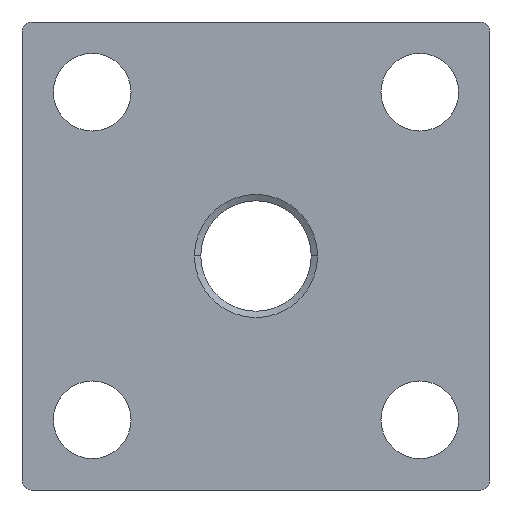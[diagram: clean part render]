
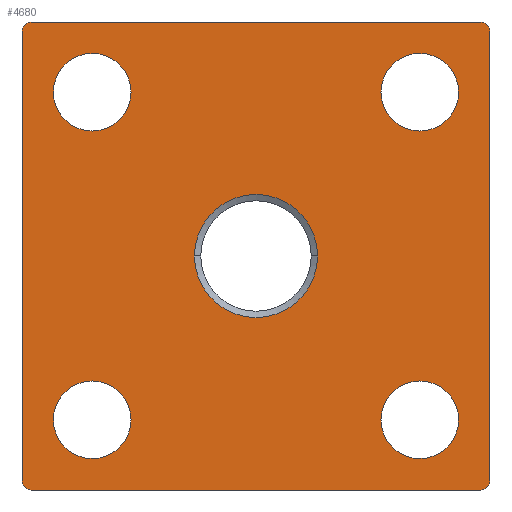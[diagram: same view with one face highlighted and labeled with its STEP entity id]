
A CAD part, front view. The second image highlights one B-rep face of the part: STEP entity #4680.
In plain terms, the highlighted planar face has unit normal (0, -1, 0).
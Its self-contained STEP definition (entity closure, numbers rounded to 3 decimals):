
#200=CARTESIAN_POINT('',(-24.,-8.,-25.));
#210=VERTEX_POINT('',#200);
#240=CARTESIAN_POINT('',(0.,-8.,-25.));
#250=DIRECTION('',(-1.,0.,0.));
#260=VECTOR('',#250,1.);
#270=LINE('',#240,#260);
#280=CARTESIAN_POINT('',(24.,-8.,-25.));
#290=VERTEX_POINT('',#280);
#300=EDGE_CURVE('',#290,#210,#270,.T.);
#460=CARTESIAN_POINT('',(24.,-8.,-24.));
#470=DIRECTION('',(0.,-1.,0.));
#480=DIRECTION('',(-1.,0.,0.));
#490=AXIS2_PLACEMENT_3D('',#460,#470,#480);
#500=CIRCLE('',#490,1.);
#510=CARTESIAN_POINT('',(25.,-8.,-24.));
#520=VERTEX_POINT('',#510);
#530=EDGE_CURVE('',#290,#520,#500,.T.);
#880=CARTESIAN_POINT('',(25.,-8.,0.));
#890=DIRECTION('',(0.,0.,-1.));
#900=VECTOR('',#890,1.);
#910=LINE('',#880,#900);
#920=CARTESIAN_POINT('',(25.,-8.,24.));
#930=VERTEX_POINT('',#920);
#940=EDGE_CURVE('',#930,#520,#910,.T.);
#1160=CARTESIAN_POINT('',(13.35,-8.,-17.5));
#1170=VERTEX_POINT('',#1160);
#1200=CARTESIAN_POINT('',(17.5,-8.,-17.5));
#1210=DIRECTION('',(0.,1.,0.));
#1220=DIRECTION('',(-1.,0.,0.));
#1230=AXIS2_PLACEMENT_3D('',#1200,#1210,#1220);
#1240=CIRCLE('',#1230,4.15);
#1250=CARTESIAN_POINT('',(21.65,-8.,-17.5));
#1260=VERTEX_POINT('',#1250);
#1270=EDGE_CURVE('',#1170,#1260,#1240,.T.);
#1580=CARTESIAN_POINT('',(13.35,-8.,17.5));
#1590=VERTEX_POINT('',#1580);
#1620=CARTESIAN_POINT('',(17.5,-8.,17.5));
#1630=DIRECTION('',(0.,1.,0.));
#1640=DIRECTION('',(-1.,0.,0.));
#1650=AXIS2_PLACEMENT_3D('',#1620,#1630,#1640);
#1660=CIRCLE('',#1650,4.15);
#1670=CARTESIAN_POINT('',(21.65,-8.,17.5));
#1680=VERTEX_POINT('',#1670);
#1690=EDGE_CURVE('',#1590,#1680,#1660,.T.);
#2000=CARTESIAN_POINT('',(-13.35,-8.,-17.5));
#2010=VERTEX_POINT('',#2000);
#2040=CARTESIAN_POINT('',(-17.5,-8.,-17.5));
#2050=DIRECTION('',(0.,1.,0.));
#2060=DIRECTION('',(-1.,0.,0.));
#2070=AXIS2_PLACEMENT_3D('',#2040,#2050,#2060);
#2080=CIRCLE('',#2070,4.15);
#2090=CARTESIAN_POINT('',(-21.65,-8.,-17.5));
#2100=VERTEX_POINT('',#2090);
#2110=EDGE_CURVE('',#2010,#2100,#2080,.T.);
#2420=CARTESIAN_POINT('',(-21.65,-8.,17.5));
#2430=VERTEX_POINT('',#2420);
#2460=CARTESIAN_POINT('',(-17.5,-8.,17.5));
#2470=DIRECTION('',(0.,1.,0.));
#2480=DIRECTION('',(-1.,0.,0.));
#2490=AXIS2_PLACEMENT_3D('',#2460,#2470,#2480);
#2500=CIRCLE('',#2490,4.15);
#2510=CARTESIAN_POINT('',(-13.35,-8.,17.5));
#2520=VERTEX_POINT('',#2510);
#2530=EDGE_CURVE('',#2430,#2520,#2500,.T.);
#3700=CARTESIAN_POINT('',(-25.,-8.,24.));
#3710=VERTEX_POINT('',#3700);
#3740=CARTESIAN_POINT('',(-25.,-8.,0.));
#3750=DIRECTION('',(0.,0.,1.));
#3760=VECTOR('',#3750,1.);
#3770=LINE('',#3740,#3760);
#3780=CARTESIAN_POINT('',(-25.,-8.,-24.));
#3790=VERTEX_POINT('',#3780);
#3800=EDGE_CURVE('',#3790,#3710,#3770,.T.);
#3910=CARTESIAN_POINT('',(-25.5,-8.,-25.5));
#3920=DIRECTION('',(-0.,-1.,-0.));
#3930=DIRECTION('',(-1.,0.,0.));
#3940=AXIS2_PLACEMENT_3D('',#3910,#3920,#3930);
#3950=PLANE('',#3940);
#3960=EDGE_CURVE('',#1260,#1170,#1240,.T.);
#3970=ORIENTED_EDGE('',*,*,#3960,.T.);
#3980=ORIENTED_EDGE('',*,*,#1270,.T.);
#3990=EDGE_LOOP('',(#3980,#3970));
#4000=FACE_BOUND('',#3990,.T.);
#4010=ORIENTED_EDGE('',*,*,#2530,.T.);
#4020=EDGE_CURVE('',#2520,#2430,#2500,.T.);
#4030=ORIENTED_EDGE('',*,*,#4020,.T.);
#4040=EDGE_LOOP('',(#4030,#4010));
#4050=FACE_BOUND('',#4040,.T.);
#4060=ORIENTED_EDGE('',*,*,#2110,.T.);
#4070=EDGE_CURVE('',#2100,#2010,#2080,.T.);
#4080=ORIENTED_EDGE('',*,*,#4070,.T.);
#4090=EDGE_LOOP('',(#4080,#4060));
#4100=FACE_BOUND('',#4090,.T.);
#4110=CARTESIAN_POINT('',(0.,-8.,0.));
#4120=DIRECTION('',(0.,1.,0.));
#4130=DIRECTION('',(1.,0.,0.));
#4140=AXIS2_PLACEMENT_3D('',#4110,#4120,#4130);
#4150=CIRCLE('',#4140,6.578);
#4160=CARTESIAN_POINT('',(6.578,-8.,0.));
#4170=VERTEX_POINT('',#4160);
#4180=CARTESIAN_POINT('',(-6.578,-8.,0.));
#4190=VERTEX_POINT('',#4180);
#4200=EDGE_CURVE('',#4170,#4190,#4150,.T.);
#4210=ORIENTED_EDGE('',*,*,#4200,.T.);
#4220=EDGE_CURVE('',#4190,#4170,#4150,.T.);
#4230=ORIENTED_EDGE('',*,*,#4220,.T.);
#4240=EDGE_LOOP('',(#4230,#4210));
#4250=FACE_BOUND('',#4240,.T.);
#4260=EDGE_CURVE('',#1680,#1590,#1660,.T.);
#4270=ORIENTED_EDGE('',*,*,#4260,.T.);
#4280=ORIENTED_EDGE('',*,*,#1690,.T.);
#4290=EDGE_LOOP('',(#4280,#4270));
#4300=FACE_BOUND('',#4290,.T.);
#4310=CARTESIAN_POINT('',(-24.,-8.,24.));
#4320=DIRECTION('',(0.,-1.,0.));
#4330=DIRECTION('',(-1.,0.,0.));
#4340=AXIS2_PLACEMENT_3D('',#4310,#4320,#4330);
#4350=CIRCLE('',#4340,1.);
#4360=CARTESIAN_POINT('',(-24.,-8.,25.));
#4370=VERTEX_POINT('',#4360);
#4380=EDGE_CURVE('',#4370,#3710,#4350,.T.);
#4390=ORIENTED_EDGE('',*,*,#4380,.T.);
#4400=CARTESIAN_POINT('',(0.,-8.,25.));
#4410=DIRECTION('',(1.,0.,0.));
#4420=VECTOR('',#4410,1.);
#4430=LINE('',#4400,#4420);
#4440=CARTESIAN_POINT('',(24.,-8.,25.));
#4450=VERTEX_POINT('',#4440);
#4460=EDGE_CURVE('',#4370,#4450,#4430,.T.);
#4470=ORIENTED_EDGE('',*,*,#4460,.F.);
#4480=CARTESIAN_POINT('',(24.,-8.,24.));
#4490=DIRECTION('',(0.,-1.,0.));
#4500=DIRECTION('',(-1.,0.,0.));
#4510=AXIS2_PLACEMENT_3D('',#4480,#4490,#4500);
#4520=CIRCLE('',#4510,1.);
#4530=EDGE_CURVE('',#930,#4450,#4520,.T.);
#4540=ORIENTED_EDGE('',*,*,#4530,.T.);
#4550=ORIENTED_EDGE('',*,*,#940,.F.);
#4560=ORIENTED_EDGE('',*,*,#530,.T.);
#4570=ORIENTED_EDGE('',*,*,#300,.F.);
#4580=CARTESIAN_POINT('',(-24.,-8.,-24.));
#4590=DIRECTION('',(0.,-1.,0.));
#4600=DIRECTION('',(-1.,0.,0.));
#4610=AXIS2_PLACEMENT_3D('',#4580,#4590,#4600);
#4620=CIRCLE('',#4610,1.);
#4630=EDGE_CURVE('',#3790,#210,#4620,.T.);
#4640=ORIENTED_EDGE('',*,*,#4630,.T.);
#4650=ORIENTED_EDGE('',*,*,#3800,.F.);
#4660=EDGE_LOOP('',(#4650,#4640,#4570,#4560,#4550,#4540,#4470,#4390));
#4670=FACE_OUTER_BOUND('',#4660,.T.);
#4680=ADVANCED_FACE('',(#4000,#4050,#4100,#4250,#4300,#4670),#3950,.T.);
